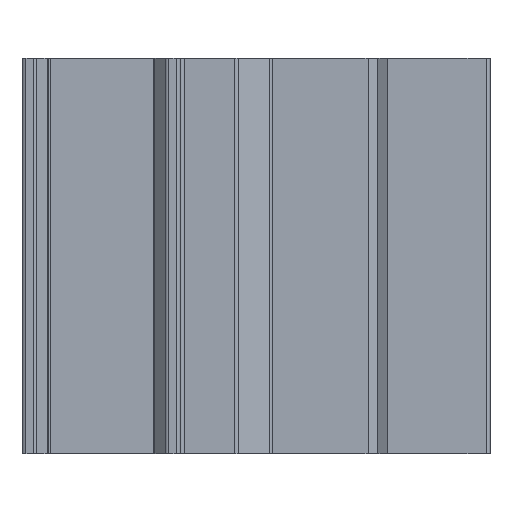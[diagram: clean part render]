
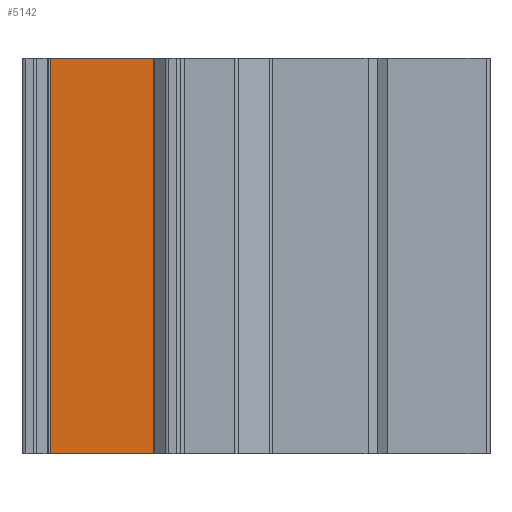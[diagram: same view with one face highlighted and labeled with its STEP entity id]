
A CAD part, front view. The second image highlights one B-rep face of the part: STEP entity #5142.
In plain terms, the highlighted planar face has unit normal (0, -1, 0).
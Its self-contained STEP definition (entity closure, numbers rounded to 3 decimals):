
#54 = LINE ( 'NONE', #3631, #2059 ) ;
#68 = VECTOR ( 'NONE', #4429, 1000. ) ;
#84 = FACE_OUTER_BOUND ( 'NONE', #2871, .T. ) ;
#88 = AXIS2_PLACEMENT_3D ( 'NONE', #4076, #545, #4818 ) ;
#130 = CARTESIAN_POINT ( 'NONE',  ( -1.947, -16.5, 30. ) ) ;
#335 = VECTOR ( 'NONE', #3223, 1000. ) ;
#545 = DIRECTION ( 'NONE',  ( 0., 1., 0. ) ) ;
#604 = CARTESIAN_POINT ( 'NONE',  ( -9.876, -16.5, 30. ) ) ;
#615 = ORIENTED_EDGE ( 'NONE', *, *, #3912, .F. ) ;
#624 = ORIENTED_EDGE ( 'NONE', *, *, #5391, .T. ) ;
#666 = DIRECTION ( 'NONE',  ( 1., 0., 0. ) ) ;
#1037 = LINE ( 'NONE', #3327, #2356 ) ;
#1137 = EDGE_CURVE ( 'NONE', #4871, #4661, #1037, .T. ) ;
#1464 = CARTESIAN_POINT ( 'NONE',  ( -9.876, -16.5, 0. ) ) ;
#1841 = DIRECTION ( 'NONE',  ( 1., 0., 0. ) ) ;
#1916 = EDGE_CURVE ( 'NONE', #2103, #3750, #54, .T. ) ;
#2059 = VECTOR ( 'NONE', #1841, 1000. ) ;
#2103 = VERTEX_POINT ( 'NONE', #1464 ) ;
#2356 = VECTOR ( 'NONE', #666, 1000. ) ;
#2871 = EDGE_LOOP ( 'NONE', ( #4212, #615, #2911, #624 ) ) ;
#2911 = ORIENTED_EDGE ( 'NONE', *, *, #1137, .F. ) ;
#2933 = CARTESIAN_POINT ( 'NONE',  ( -1.947, -16.5, 0. ) ) ;
#2939 = LINE ( 'NONE', #3814, #68 ) ;
#3223 = DIRECTION ( 'NONE',  ( 0., 0., -1. ) ) ;
#3327 = CARTESIAN_POINT ( 'NONE',  ( -1.947, -16.5, 30. ) ) ;
#3460 = CARTESIAN_POINT ( 'NONE',  ( -1.947, -16.5, 30. ) ) ;
#3631 = CARTESIAN_POINT ( 'NONE',  ( -1.947, -16.5, 0. ) ) ;
#3648 = LINE ( 'NONE', #130, #335 ) ;
#3750 = VERTEX_POINT ( 'NONE', #2933 ) ;
#3814 = CARTESIAN_POINT ( 'NONE',  ( -9.876, -16.5, 30. ) ) ;
#3912 = EDGE_CURVE ( 'NONE', #4661, #3750, #3648, .T. ) ;
#4076 = CARTESIAN_POINT ( 'NONE',  ( -1.947, -16.5, 30. ) ) ;
#4212 = ORIENTED_EDGE ( 'NONE', *, *, #1916, .T. ) ;
#4429 = DIRECTION ( 'NONE',  ( 0., 0., -1. ) ) ;
#4473 = PLANE ( 'NONE',  #88 ) ;
#4661 = VERTEX_POINT ( 'NONE', #3460 ) ;
#4818 = DIRECTION ( 'NONE',  ( -1., 0., 0. ) ) ;
#4871 = VERTEX_POINT ( 'NONE', #604 ) ;
#5142 = ADVANCED_FACE ( 'NONE', ( #84 ), #4473, .F. ) ;
#5391 = EDGE_CURVE ( 'NONE', #4871, #2103, #2939, .T. ) ;
